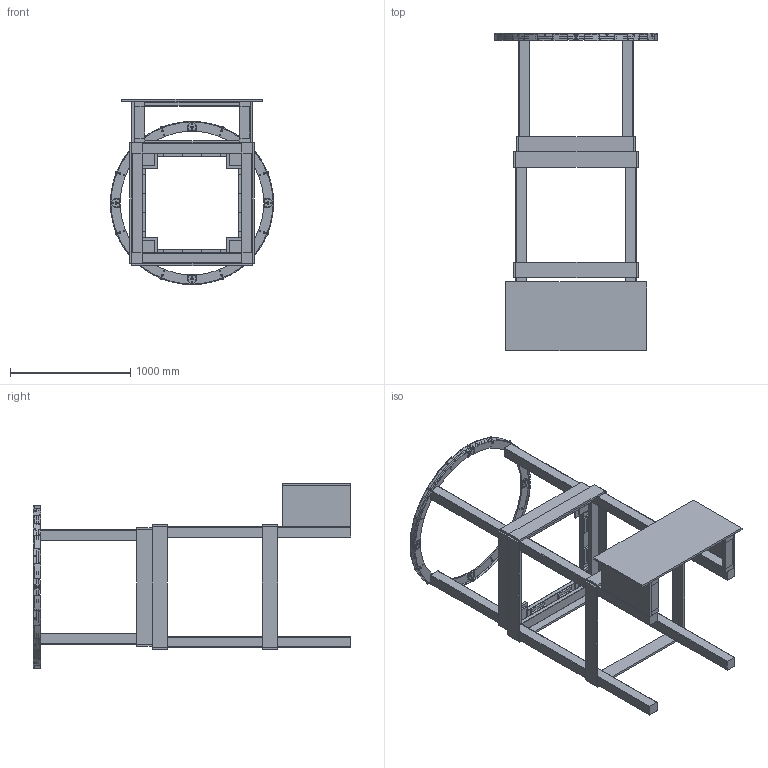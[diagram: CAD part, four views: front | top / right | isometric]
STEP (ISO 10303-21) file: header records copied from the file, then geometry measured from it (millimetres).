
FILE_DESCRIPTION (( 'STEP AP214' ), '1' );
FILE_NAME ('TE-22002-AM.STEP', '2022-01-06T04:08:19', ( '' ), ( '' ), 'SwSTEP 2.0', 'SolidWorks 2019', '' );
FILE_SCHEMA (( 'AUTOMOTIVE_DESIGN' ));
Length unit declared in the file: inch
Products named in the file (91): am-4676 GE-22422 Upper Hub Vision Angle_SIMPLE; GE-22416 Vision Ring Only _3__SIMPLE; nylock_.25_20 _1__7_SIMPLE; Part 11_SIMPLE; nylock_.25_20 (1) _2__SIMPLE; TE-22041; nylock_.25_20 _4__2_SIMPLE; nylock_.25_20 _5__SIMPLE; nylock_.25_20 _3__4_SIMPLE; hex_.25_20_1_1_2_SIMPLE; TE-22042; am-1614 nylon spacer_SIMPLE; nylock_.25_20 _1__6_SIMPLE; TE-22011; TE-22037; nylock_.25_20 _10__SIMPLE; TE-22013; nylock_.25_20 _1__4_SIMPLE; nylock_.25_20 _4__4_SIMPLE; TE-22030-AM; nylock_.25_20 _2__2_SIMPLE; TE-22038; TE-22010; nylock_.25_20 _1__8_SIMPLE; nylock_.25_20 _3__2_SIMPLE; nylock_.25_20 (1) _1__4_SIMPLE; nylock_.25_20 _11__SIMPLE; TE-22035; nylock_.25_20 (1) _1__2_SIMPLE; hex_.25_20_0.625_SIMPLE; nylock_.25_20 _2__8_SIMPLE; nylock_.25_20 _1__2_SIMPLE; nylock_.25_20 _1__5_SIMPLE; nylock_.25_20 _7__SIMPLE; ip-4672_vrjp Vision Ring Joint Plate_SIMPLE; GE-22421_SIMPLE; TE-22006; TE-22016; TE-22040; GE-22416 Vision Ring Only _2__SIMPLE ...
Assembly tree (322 placements, depth 6):
  TE-22002-AM
    TE-22040
      TE-22042  x4
      TE-22043  x8
      TE-22044
        TE-22041  x4
        TE-22005  x4
        TE-22006  x8
    TE-22030-AM
      TE-22036-AM  x4
      TE-22038
        TE-22035  x4
        TE-22005  x4
        TE-22006  x8
      TE-22037  x4
      AM-4672
        washer_flat_.25_1_SIMPLE  x12
        hex_.25_20_1_1_SIMPLE  x12
        nylock_.25_20 _3__SIMPLE
          Part 9_SIMPLE
          nylock_.25_20_1_SIMPLE
        nylock_.25_20 _12__SIMPLE
          Part 9_SIMPLE
          nylock_.25_20_1_SIMPLE
        nylock_.25_20 _4__SIMPLE
          Part 9_SIMPLE
          nylock_.25_20_1_SIMPLE
        nylock_.25_20 _1__SIMPLE
          Part 9_SIMPLE
          nylock_.25_20_1_SIMPLE
        nylock_.25_20 _11__SIMPLE
          Part 9_SIMPLE
          nylock_.25_20_1_SIMPLE
        nylock_.25_20 _5__SIMPLE
          nylock_.25_20_1_SIMPLE
          Part 9_SIMPLE
        nylock_.25_20 _6__SIMPLE
          nylock_.25_20_1_SIMPLE
          Part 9_SIMPLE
        nylock_.25_20 _8__SIMPLE
          Part 9_SIMPLE
          nylock_.25_20_1_SIMPLE
        GE-22420 _1__SIMPLE
          hex_.25_20_0.625_SIMPLE  x3
          nylock_.25_20 _1__2_SIMPLE
            nylock_.25_20_1_SIMPLE
            Part 9_SIMPLE
          visionTapeforRing_exoV4_SIMPLE  x4
          am-4676 GE-22422 Upper Hub Vision Angle_SIMPLE  x3
          GE-22421_SIMPLE
          nylock_.25_20 _3__2_SIMPLE
            nylock_.25_20_1_SIMPLE
            Part 9_SIMPLE
          nylock_.25_20 _2__SIMPLE
            nylock_.25_20_1_SIMPLE
            Part 9_SIMPLE
        nylock_.25_20 _9__SIMPLE
          Part 9_SIMPLE
          nylock_.25_20_1_SIMPLE
        nylock_.25_20 _7__SIMPLE
Bounding box: 1355.72 x 2642.3 x 1539.08 mm (x, y, z)
Volume: 180150084.4 mm3; surface area: 15324583.5 mm2
Topology: 261 solids, 261 shells, 4470 faces, 10664 edges, 6980 vertices
Faces by surface type: plane 2118, cylinder 1364, cone 556, bspline 432
Entity records: 29060 total; most frequent: CARTESIAN_POINT 8160, DIRECTION 3093, ORIENTED_EDGE 2430, AXIS2_PLACEMENT_3D 1241, EDGE_CURVE 1215, VERTEX_POINT 798, VECTOR 611, LINE 611
